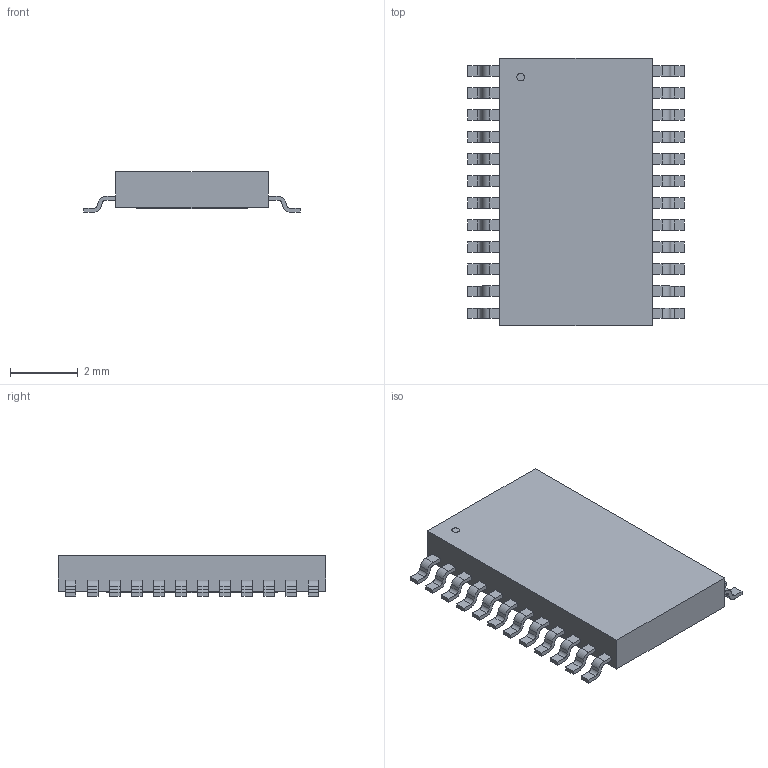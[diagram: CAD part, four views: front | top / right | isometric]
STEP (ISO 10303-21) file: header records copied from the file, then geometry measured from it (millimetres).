
FILE_DESCRIPTION(('STEP AP214'),'1');
FILE_NAME('RE_24_ADI','2022-10-30T21:59:05',(''),(''),'','','');
FILE_SCHEMA(('AUTOMOTIVE_DESIGN'));
Length unit declared in the file: millimetre
Products named in the file (1): product
Bounding box: 6.4 x 7.9 x 1.2 mm (x, y, z)
Volume: 38.8 mm3; surface area: 155.3 mm2
Topology: 27 solids, 27 shells, 351 faces, 891 edges, 594 vertices
Faces by surface type: plane 254, cylinder 97
Full cylindrical faces by diameter (mm): 0.225 x1
Entity records: 10096 total; most frequent: DIRECTION 1790, ORIENTED_EDGE 1780, CARTESIAN_POINT 1045, EDGE_CURVE 890, LINE 696, VECTOR 696, VERTEX_POINT 594, AXIS2_PLACEMENT_3D 547
